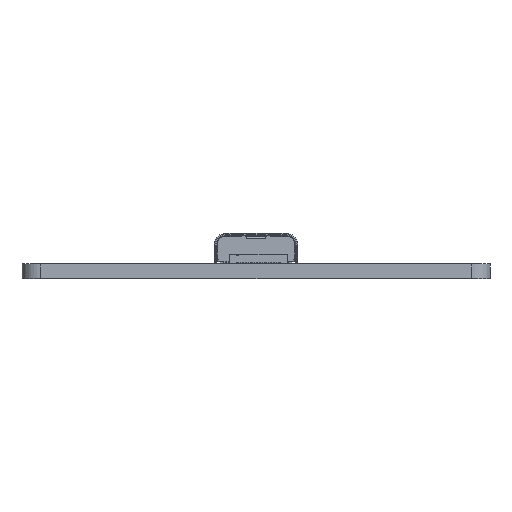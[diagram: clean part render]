
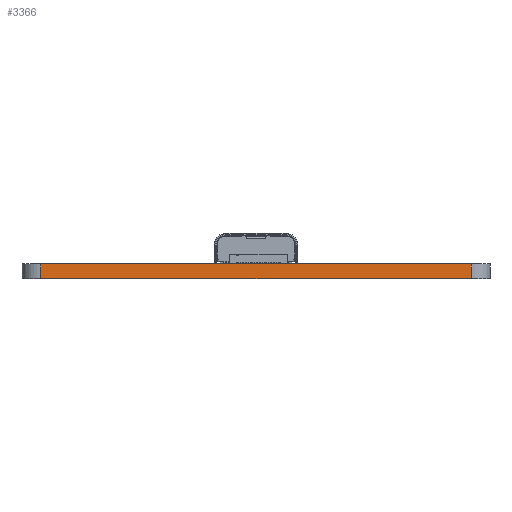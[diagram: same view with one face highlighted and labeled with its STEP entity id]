
A CAD part, left-side view. The second image highlights one B-rep face of the part: STEP entity #3366.
In plain terms, the highlighted planar face has unit normal (-1, 0, 0).
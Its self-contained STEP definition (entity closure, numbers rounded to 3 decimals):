
#90 = EDGE_CURVE('',#91,#93,#95,.T.);
#91 = VERTEX_POINT('',#92);
#92 = CARTESIAN_POINT('',(0.,2.,0.));
#93 = VERTEX_POINT('',#94);
#94 = CARTESIAN_POINT('',(0.,48.,0.));
#95 = LINE('',#96,#97);
#96 = CARTESIAN_POINT('',(0.,2.,0.));
#97 = VECTOR('',#98,1.);
#98 = DIRECTION('',(0.,1.,0.));
#3366 = ADVANCED_FACE('',(#3367),#3392,.T.);
#3367 = FACE_BOUND('',#3368,.T.);
#3368 = EDGE_LOOP('',(#3369,#3370,#3378,#3386));
#3369 = ORIENTED_EDGE('',*,*,#90,.T.);
#3370 = ORIENTED_EDGE('',*,*,#3371,.T.);
#3371 = EDGE_CURVE('',#93,#3372,#3374,.T.);
#3372 = VERTEX_POINT('',#3373);
#3373 = CARTESIAN_POINT('',(0.,48.,-1.585));
#3374 = LINE('',#3375,#3376);
#3375 = CARTESIAN_POINT('',(0.,48.,0.));
#3376 = VECTOR('',#3377,1.);
#3377 = DIRECTION('',(0.,0.,-1.));
#3378 = ORIENTED_EDGE('',*,*,#3379,.F.);
#3379 = EDGE_CURVE('',#3380,#3372,#3382,.T.);
#3380 = VERTEX_POINT('',#3381);
#3381 = CARTESIAN_POINT('',(0.,2.,-1.585));
#3382 = LINE('',#3383,#3384);
#3383 = CARTESIAN_POINT('',(0.,2.,-1.585));
#3384 = VECTOR('',#3385,1.);
#3385 = DIRECTION('',(0.,1.,0.));
#3386 = ORIENTED_EDGE('',*,*,#3387,.F.);
#3387 = EDGE_CURVE('',#91,#3380,#3388,.T.);
#3388 = LINE('',#3389,#3390);
#3389 = CARTESIAN_POINT('',(0.,2.,0.));
#3390 = VECTOR('',#3391,1.);
#3391 = DIRECTION('',(0.,0.,-1.));
#3392 = PLANE('',#3393);
#3393 = AXIS2_PLACEMENT_3D('',#3394,#3395,#3396);
#3394 = CARTESIAN_POINT('',(0.,2.,0.));
#3395 = DIRECTION('',(-1.,0.,0.));
#3396 = DIRECTION('',(0.,0.,-1.));
